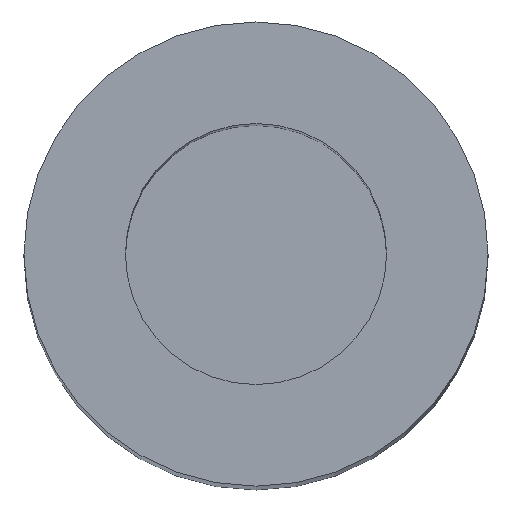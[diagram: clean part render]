
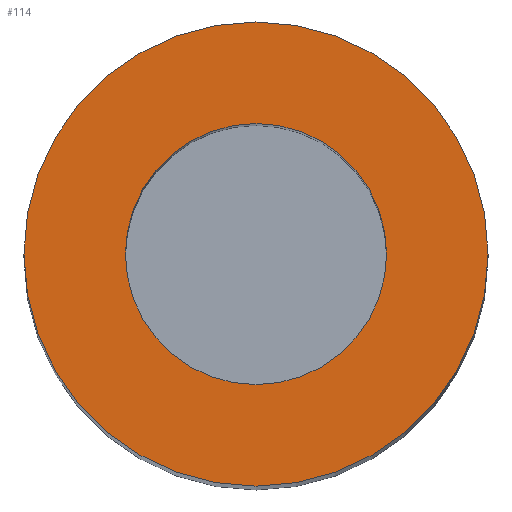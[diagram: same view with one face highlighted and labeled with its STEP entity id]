
A CAD part, top view. The second image highlights one B-rep face of the part: STEP entity #114.
In plain terms, the highlighted planar face has unit normal (0, 0, 1).
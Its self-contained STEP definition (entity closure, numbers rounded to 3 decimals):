
#16=PLANE($,#135);
#22=FACE_BOUND($,#49,.T.);
#23=FACE_BOUND($,#50,.T.);
#49=EDGE_LOOP($,(#103));
#50=EDGE_LOOP($,(#104));
#57=CIRCLE($,#125,2.25);
#61=CIRCLE($,#134,4.);
#67=VERTEX_POINT($,#217);
#71=VERTEX_POINT($,#230);
#78=EDGE_CURVE($,#67,#67,#57,.T.);
#82=EDGE_CURVE($,#71,#71,#61,.T.);
#103=ORIENTED_EDGE($,*,*,#78,.T.);
#104=ORIENTED_EDGE($,*,*,#82,.F.);
#114=ADVANCED_FACE($,(#22,#23),#16,.F.);
#125=AXIS2_PLACEMENT_3D($,#218,#152,#153);
#134=AXIS2_PLACEMENT_3D($,#231,#170,#171);
#135=AXIS2_PLACEMENT_3D($,#232,#172,#173);
#152=DIRECTION('center_axis',(0.,0.,-1.));
#153=DIRECTION('ref_axis',(-1.,0.,0.));
#170=DIRECTION('center_axis',(0.,0.,-1.));
#171=DIRECTION('ref_axis',(-1.,0.,0.));
#172=DIRECTION('center_axis',(0.,0.,-1.));
#173=DIRECTION('ref_axis',(-1.,0.,0.));
#217=CARTESIAN_POINT('',(2.25,0.,38.));
#218=CARTESIAN_POINT('Origin',(0.,0.,38.));
#230=CARTESIAN_POINT('',(4.,0.,38.));
#231=CARTESIAN_POINT('Origin',(0.,0.,38.));
#232=CARTESIAN_POINT('Origin',(0.,0.,38.));
